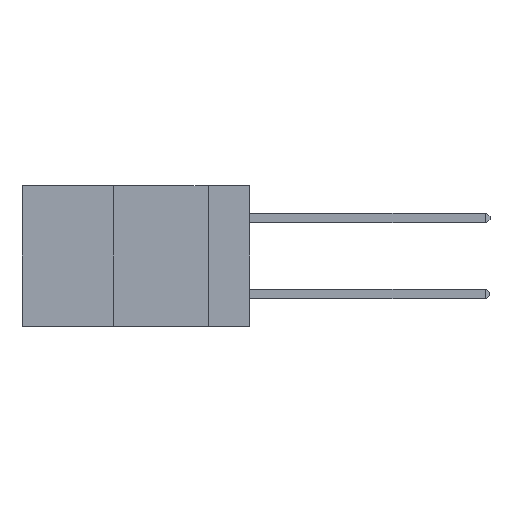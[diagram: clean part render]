
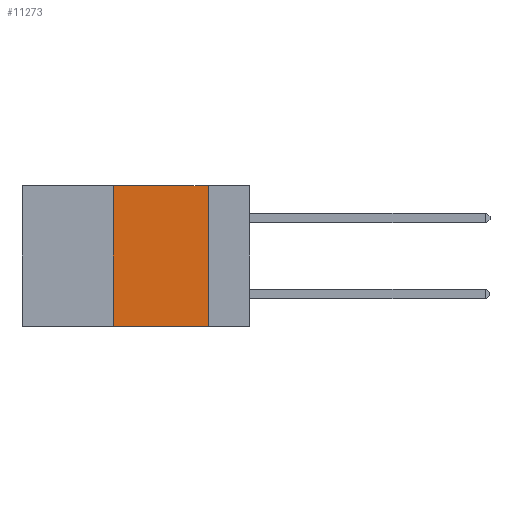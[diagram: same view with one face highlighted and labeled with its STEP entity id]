
A CAD part, left-side view. The second image highlights one B-rep face of the part: STEP entity #11273.
In plain terms, the highlighted planar face has unit normal (-1, 0, 0).
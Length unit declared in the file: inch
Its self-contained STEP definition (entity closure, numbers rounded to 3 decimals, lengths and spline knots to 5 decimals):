
#53 = ORIENTED_EDGE ( 'NONE', *, *, #14080, .T. ) ;
#287 = VERTEX_POINT ( 'NONE', #3518 ) ;
#622 = VERTEX_POINT ( 'NONE', #669 ) ;
#669 = CARTESIAN_POINT ( 'NONE',  ( 0., 0.36, -0.37 ) ) ;
#864 = EDGE_LOOP ( 'NONE', ( #3319, #14197, #10296, #53 ) ) ;
#1082 = FACE_OUTER_BOUND ( 'NONE', #864, .T. ) ;
#1587 = VERTEX_POINT ( 'NONE', #16597 ) ;
#2558 = LINE ( 'NONE', #13428, #12571 ) ;
#3193 = EDGE_CURVE ( 'NONE', #5857, #1587, #6007, .T. ) ;
#3229 = CARTESIAN_POINT ( 'NONE',  ( 0., 0.6, 0. ) ) ;
#3319 = ORIENTED_EDGE ( 'NONE', *, *, #12194, .F. ) ;
#3493 = VECTOR ( 'NONE', #16645, 39.37008 ) ;
#3518 = CARTESIAN_POINT ( 'NONE',  ( 0., 0.11, -0.37 ) ) ;
#4199 = CARTESIAN_POINT ( 'NONE',  ( 0., 0.36, 0. ) ) ;
#4535 = DIRECTION ( 'NONE',  ( 0., -1., 0. ) ) ;
#4678 = DIRECTION ( 'NONE',  ( 0., 0., -1. ) ) ;
#5396 = EDGE_CURVE ( 'NONE', #622, #5857, #10304, .T. ) ;
#5857 = VERTEX_POINT ( 'NONE', #4199 ) ;
#6007 = LINE ( 'NONE', #13105, #9442 ) ;
#7187 = LINE ( 'NONE', #13002, #3493 ) ;
#8718 = CARTESIAN_POINT ( 'NONE',  ( 0., 0.36, 0. ) ) ;
#9442 = VECTOR ( 'NONE', #14307, 39.37008 ) ;
#9910 = PLANE ( 'NONE',  #14906 ) ;
#9942 = DIRECTION ( 'NONE',  ( 0., 0., 1. ) ) ;
#10296 = ORIENTED_EDGE ( 'NONE', *, *, #5396, .F. ) ;
#10304 = LINE ( 'NONE', #8718, #15512 ) ;
#11273 = ADVANCED_FACE ( 'NONE', ( #1082 ), #9910, .F. ) ;
#12194 = EDGE_CURVE ( 'NONE', #1587, #287, #7187, .T. ) ;
#12340 = DIRECTION ( 'NONE',  ( 1., 0., 0. ) ) ;
#12571 = VECTOR ( 'NONE', #4535, 39.37008 ) ;
#13002 = CARTESIAN_POINT ( 'NONE',  ( 0., 0.11, 0. ) ) ;
#13105 = CARTESIAN_POINT ( 'NONE',  ( 0., 0.6, 0. ) ) ;
#13428 = CARTESIAN_POINT ( 'NONE',  ( 0., 0.6, -0.37 ) ) ;
#14080 = EDGE_CURVE ( 'NONE', #622, #287, #2558, .T. ) ;
#14197 = ORIENTED_EDGE ( 'NONE', *, *, #3193, .F. ) ;
#14307 = DIRECTION ( 'NONE',  ( 0., -1., 0. ) ) ;
#14906 = AXIS2_PLACEMENT_3D ( 'NONE', #3229, #12340, #4678 ) ;
#15512 = VECTOR ( 'NONE', #9942, 39.37008 ) ;
#16597 = CARTESIAN_POINT ( 'NONE',  ( 0., 0.11, 0. ) ) ;
#16645 = DIRECTION ( 'NONE',  ( 0., 0., -1. ) ) ;
